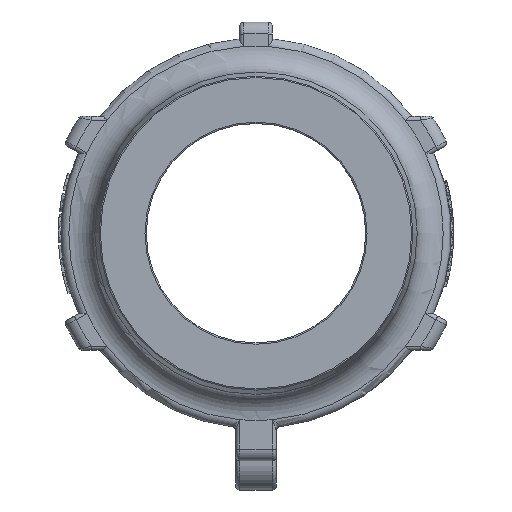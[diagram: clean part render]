
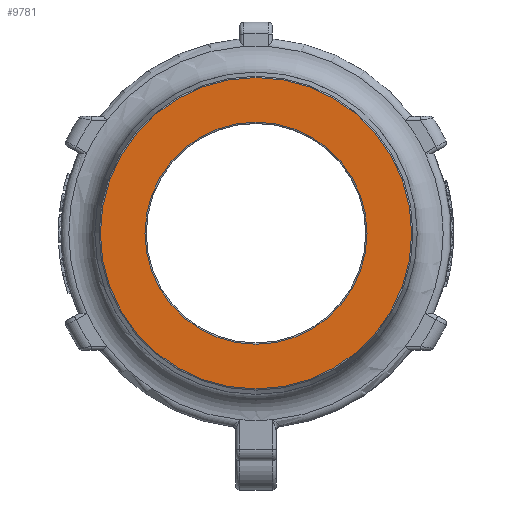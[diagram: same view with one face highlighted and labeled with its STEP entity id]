
A CAD part, front view. The second image highlights one B-rep face of the part: STEP entity #9781.
In plain terms, the highlighted planar face has unit normal (0, -1, 0).
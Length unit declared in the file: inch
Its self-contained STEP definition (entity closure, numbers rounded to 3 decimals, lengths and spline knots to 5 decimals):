
#126=FACE_BOUND('',#2069,.T.);
#376=PLANE('',#10582);
#900=CIRCLE('',#10581,0.854);
#901=CIRCLE('',#10583,1.19749);
#1462=FACE_OUTER_BOUND('',#2068,.T.);
#2068=EDGE_LOOP('',(#8974));
#2069=EDGE_LOOP('',(#8975));
#4714=VERTEX_POINT('',#21843);
#4715=VERTEX_POINT('',#21847);
#6158=EDGE_CURVE('',#4714,#4714,#900,.T.);
#6159=EDGE_CURVE('',#4715,#4715,#901,.T.);
#8974=ORIENTED_EDGE('',*,*,#6159,.F.);
#8975=ORIENTED_EDGE('',*,*,#6158,.F.);
#9781=ADVANCED_FACE('',(#1462,#126),#376,.T.);
#10581=AXIS2_PLACEMENT_3D('',#21845,#12658,#12659);
#10582=AXIS2_PLACEMENT_3D('',#21846,#12660,#12661);
#10583=AXIS2_PLACEMENT_3D('',#21848,#12662,#12663);
#12658=DIRECTION('center_axis',(0.,-1.,0.));
#12659=DIRECTION('ref_axis',(-1.,0.,0.));
#12660=DIRECTION('center_axis',(0.,-1.,0.));
#12661=DIRECTION('ref_axis',(0.,0.,-1.));
#12662=DIRECTION('center_axis',(0.,1.,0.));
#12663=DIRECTION('ref_axis',(-1.,0.,0.));
#21843=CARTESIAN_POINT('',(0.,0.,0.854));
#21845=CARTESIAN_POINT('Origin',(0.,0.,0.));
#21846=CARTESIAN_POINT('Origin',(1.02458,0.,0.));
#21847=CARTESIAN_POINT('',(0.,0.,1.19749));
#21848=CARTESIAN_POINT('Origin',(0.,0.,0.));
